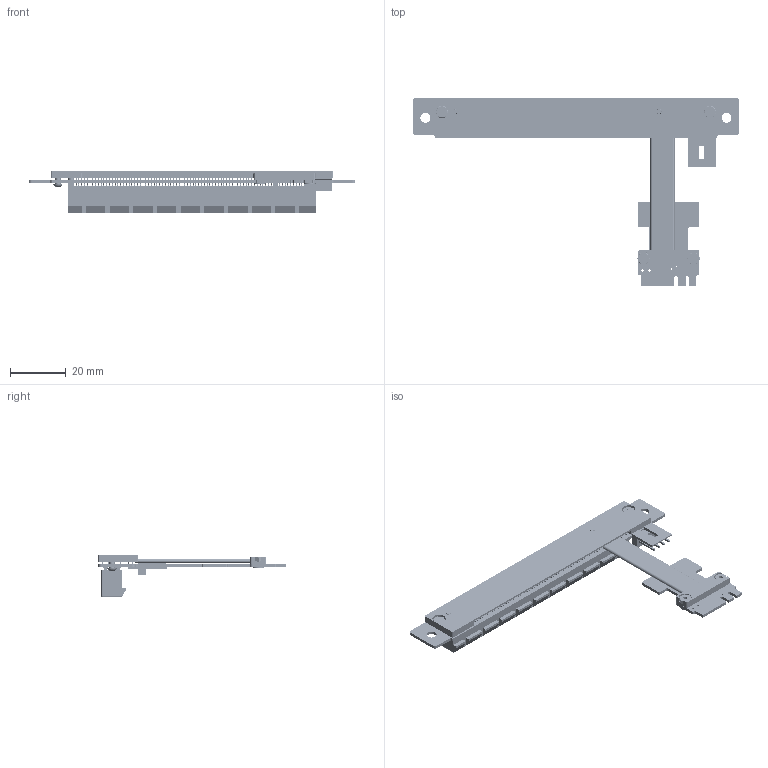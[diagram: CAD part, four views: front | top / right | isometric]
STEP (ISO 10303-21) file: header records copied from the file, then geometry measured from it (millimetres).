
FILE_DESCRIPTION(('Open CASCADE Model'),'2;1');
FILE_NAME('Open CASCADE Shape Model','2020-03-21T02:50:02',('Author'),( 'Open CASCADE'),'Open CASCADE STEP processor 6.8','Open CASCADE 6.8' ,'Unknown');
FILE_SCHEMA(('AUTOMOTIVE_DESIGN { 1 0 10303 214 1 1 1 1 }'));
Length unit declared in the file: millimetre
Products named in the file (17): PCB; Board; Open CASCADE STEP translator 6.8 10.1.1; Free-Models; Hexagon_nut_ISO_4032_(DIN_934)_-_M2_RGB9411503; G0033_RGB13097436; tape-3P_RGB0; TE_PCIe_Express_x16_(3.1mm_Pins)_RGB4404530; PCIe_Body_PCIe_x16; Pins_Internal_Pin_(Long); Pins_External_Pin_(Long); RP33R-PAD; c-171825-4-y-3d_RGB12967653; Tape14x5_RGB0; RP55S-PAD; G0030_RGB9411503; cable13pin-43n-20161231_RGB4078660
Assembly tree (183 placements, depth 4):
  PCB
    Board
      Open CASCADE STEP translator 6.8 10.1.1
    Free-Models
      Hexagon_nut_ISO_4032_(DIN_934)_-_M2_RGB9411503  x4
      G0033_RGB13097436  x2
      tape-3P_RGB0
      TE_PCIe_Express_x16_(3.1mm_Pins)_RGB4404530
        PCIe_Body_PCIe_x16
        Pins_Internal_Pin_(Long)  x82
        Pins_External_Pin_(Long)  x82
      RP33R-PAD
      c-171825-4-y-3d_RGB12967653
      Tape14x5_RGB0
      RP55S-PAD
      G0030_RGB9411503  x2
      cable13pin-43n-20161231_RGB4078660
Bounding box: 117.05 x 67.3 x 15.4 mm (x, y, z)
Volume: 9924 mm3; surface area: 28345.3 mm2
Topology: 206 solids, 206 shells, 7174 faces, 20534 edges, 13636 vertices
Faces by surface type: plane 4342, cylinder 2714, cone 52, torus 52, bspline 8, revolution 4, sphere 2
Full cylindrical faces by diameter (mm): 0.254 x16, 0.6 x140, 0.7 x164, 0.9 x2, 1.2 x4, 1.6 x164, 2 x4, 2.2 x7, 2.35 x2, 2.4 x2, 3.5 x1, 3.6 x1, 4.8 x2
Entity records: 110001 total; most frequent: CARTESIAN_POINT 18634, ORIENTED_EDGE 17136, DIRECTION 15930, EDGE_CURVE 8568, LINE 6736, VECTOR 6736, VERTEX_POINT 5673, AXIS2_PLACEMENT_3D 4596
